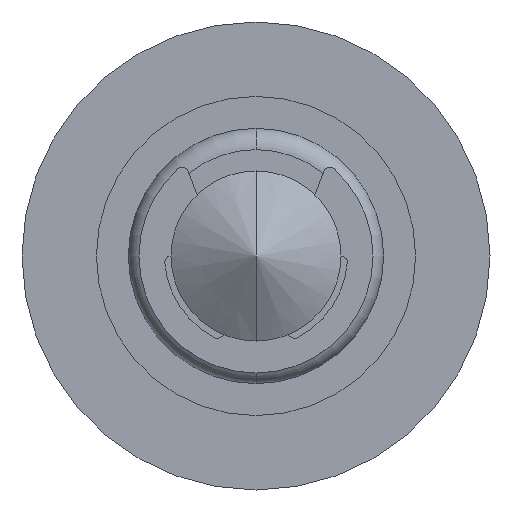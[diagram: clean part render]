
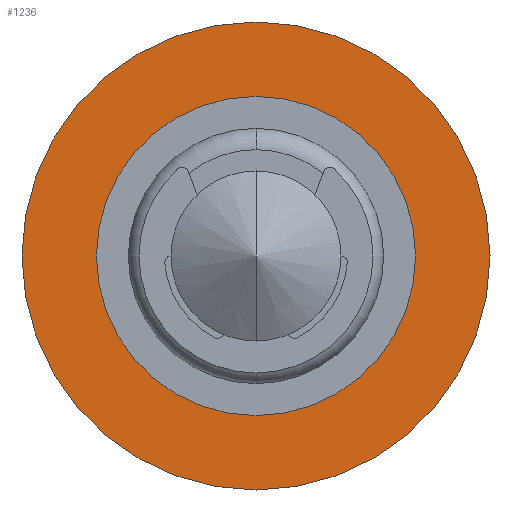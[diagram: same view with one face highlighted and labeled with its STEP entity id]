
A CAD part, front view. The second image highlights one B-rep face of the part: STEP entity #1236.
In plain terms, the highlighted planar face has unit normal (0, -1, 0).
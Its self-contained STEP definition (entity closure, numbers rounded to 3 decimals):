
#1 = ORIENTED_EDGE ( 'NONE', *, *, #1064, .F. ) ;
#9 = AXIS2_PLACEMENT_3D ( 'NONE', #567, #568, #569 ) ;
#15 = FACE_BOUND ( 'NONE', #1467, .T. ) ;
#17 = FACE_OUTER_BOUND ( 'NONE', #1495, .T. ) ;
#30 = ORIENTED_EDGE ( 'NONE', *, *, #1022, .T. ) ;
#43 = ORIENTED_EDGE ( 'NONE', *, *, #996, .T. ) ;
#172 = CARTESIAN_POINT ( 'NONE',  ( 0., 41.309, 0. ) ) ;
#173 = DIRECTION ( 'NONE',  ( 0., 1., 0. ) ) ;
#174 = DIRECTION ( 'NONE',  ( 0., 0., 1. ) ) ;
#251 = CARTESIAN_POINT ( 'NONE',  ( 0., 41.309, 0. ) ) ;
#255 = DIRECTION ( 'NONE',  ( 0., 1., 0. ) ) ;
#256 = DIRECTION ( 'NONE',  ( 0., 0., 1. ) ) ;
#377 = CARTESIAN_POINT ( 'NONE',  ( 0., 41.309, 0. ) ) ;
#381 = DIRECTION ( 'NONE',  ( 0., 1., 0. ) ) ;
#382 = DIRECTION ( 'NONE',  ( 0., 0., 1. ) ) ;
#566 = PLANE ( 'NONE',  #9 ) ;
#567 = CARTESIAN_POINT ( 'NONE',  ( -7.5, 41.309, 0. ) ) ;
#568 = DIRECTION ( 'NONE',  ( 0., -1., 0. ) ) ;
#569 = DIRECTION ( 'NONE',  ( 0., 0., -1. ) ) ;
#600 = CARTESIAN_POINT ( 'NONE',  ( 0., 41.309, 0. ) ) ;
#601 = DIRECTION ( 'NONE',  ( 0., 1., 0. ) ) ;
#602 = DIRECTION ( 'NONE',  ( 0., 0., 1. ) ) ;
#662 = CARTESIAN_POINT ( 'NONE',  ( 0., 41.309, 7.5 ) ) ;
#684 = CARTESIAN_POINT ( 'NONE',  ( 0., 41.309, 11. ) ) ;
#686 = CARTESIAN_POINT ( 'NONE',  ( 0., 41.309, -7.5 ) ) ;
#709 = CARTESIAN_POINT ( 'NONE',  ( 0., 41.309, -11. ) ) ;
#996 = EDGE_CURVE ( 'NONE', #1345, #1369, #1266, .T. ) ;
#1022 = EDGE_CURVE ( 'NONE', #1369, #1345, #1247, .T. ) ;
#1064 = EDGE_CURVE ( 'NONE', #1367, #1392, #1180, .T. ) ;
#1180 = CIRCLE ( 'NONE', #1904, 11. ) ;
#1206 = CIRCLE ( 'NONE', #1321, 11. ) ;
#1236 = ADVANCED_FACE ( 'NONE', ( #15, #17 ), #566, .T. ) ;
#1247 = CIRCLE ( 'NONE', #1649, 7.5 ) ;
#1265 = EDGE_CURVE ( 'NONE', #1392, #1367, #1206, .T. ) ;
#1266 = CIRCLE ( 'NONE', #1630, 7.5 ) ;
#1304 = ORIENTED_EDGE ( 'NONE', *, *, #1265, .F. ) ;
#1321 = AXIS2_PLACEMENT_3D ( 'NONE', #600, #601, #602 ) ;
#1345 = VERTEX_POINT ( 'NONE', #662 ) ;
#1367 = VERTEX_POINT ( 'NONE', #684 ) ;
#1369 = VERTEX_POINT ( 'NONE', #686 ) ;
#1392 = VERTEX_POINT ( 'NONE', #709 ) ;
#1467 = EDGE_LOOP ( 'NONE', ( #43, #30 ) ) ;
#1495 = EDGE_LOOP ( 'NONE', ( #1, #1304 ) ) ;
#1630 = AXIS2_PLACEMENT_3D ( 'NONE', #172, #173, #174 ) ;
#1649 = AXIS2_PLACEMENT_3D ( 'NONE', #251, #255, #256 ) ;
#1904 = AXIS2_PLACEMENT_3D ( 'NONE', #377, #381, #382 ) ;
